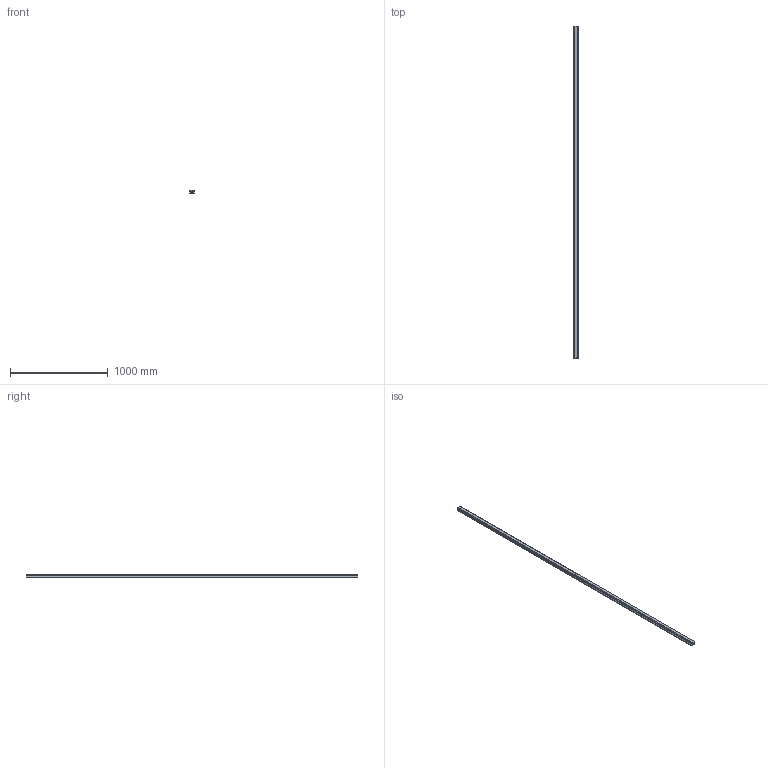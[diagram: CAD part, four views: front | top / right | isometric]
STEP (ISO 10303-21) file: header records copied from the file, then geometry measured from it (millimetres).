
FILE_DESCRIPTION(('STEP AP214'),'1');
FILE_NAME('cctmp_755BF949-CBCD-4745-AC32-6E530DBEC961_2021_02_01_10_20_07_0654..stp','2021-02-01T09:20:07',('HIWIN GmbH'),('CADClick - www.CADClick.com'),'Spatial InterOp 3D',' ','unknown authorization');
FILE_SCHEMA(('AUTOMOTIVE_DESIGN'));
Length unit declared in the file: millimetre
Products named in the file (1): HGR45T3400C_FILE
Bounding box: 45 x 3400 x 38 mm (x, y, z)
Volume: 4760145.3 mm3; surface area: 615927.1 mm2
Topology: 1 solids, 1 shells, 229 faces, 603 edges, 347 vertices
Faces by surface type: plane 93, cylinder 70, cone 66
Entity records: 8363 total; most frequent: DIRECTION 1137, CARTESIAN_POINT 1114, ORIENTED_EDGE 1074, EDGE_CURVE 537, LINE 397, VECTOR 397, AXIS2_PLACEMENT_3D 370, VERTEX_POINT 347
